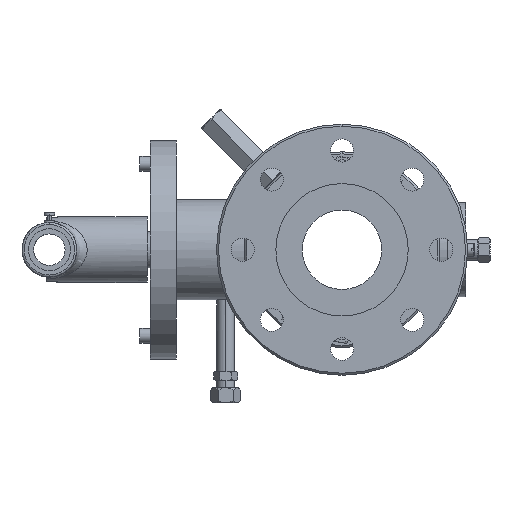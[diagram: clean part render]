
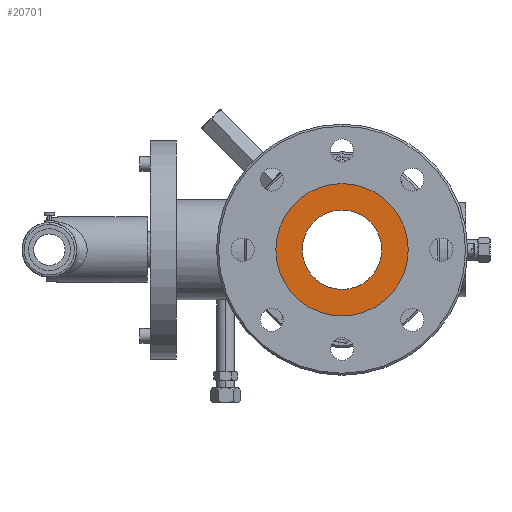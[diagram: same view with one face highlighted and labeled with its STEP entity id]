
A CAD part, left-side view. The second image highlights one B-rep face of the part: STEP entity #20701.
In plain terms, the highlighted planar face has unit normal (-1, 0, 0).
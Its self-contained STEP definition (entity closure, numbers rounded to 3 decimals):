
#337 = EDGE_LOOP ( 'NONE', ( #15409, #22712 ) ) ;
#678 = PLANE ( 'NONE',  #1362 ) ;
#951 = ORIENTED_EDGE ( 'NONE', *, *, #12366, .T. ) ;
#1362 = AXIS2_PLACEMENT_3D ( 'NONE', #17136, #14811, #21953 ) ;
#2724 = CARTESIAN_POINT ( 'NONE',  ( -190.5, 0., 63.5 ) ) ;
#3838 = VERTEX_POINT ( 'NONE', #2724 ) ;
#4330 = DIRECTION ( 'NONE',  ( 1., 0., 0. ) ) ;
#5974 = DIRECTION ( 'NONE',  ( 1., 0., 0. ) ) ;
#6180 = AXIS2_PLACEMENT_3D ( 'NONE', #15744, #5974, #18088 ) ;
#7500 = CIRCLE ( 'NONE', #14910, 63.5 ) ;
#7984 = EDGE_CURVE ( 'NONE', #15271, #10975, #26714, .T. ) ;
#9715 = DIRECTION ( 'NONE',  ( 0., 0., -1. ) ) ;
#9998 = FACE_OUTER_BOUND ( 'NONE', #337, .T. ) ;
#10806 = EDGE_CURVE ( 'NONE', #23183, #3838, #7500, .T. ) ;
#10975 = VERTEX_POINT ( 'NONE', #19568 ) ;
#11133 = CARTESIAN_POINT ( 'NONE',  ( -190.5, 0., -38.1 ) ) ;
#11642 = ORIENTED_EDGE ( 'NONE', *, *, #7984, .T. ) ;
#11763 = DIRECTION ( 'NONE',  ( 0., 0., -1. ) ) ;
#12366 = EDGE_CURVE ( 'NONE', #10975, #15271, #21878, .T. ) ;
#12628 = FACE_BOUND ( 'NONE', #15483, .T. ) ;
#14811 = DIRECTION ( 'NONE',  ( -1., 0., 0. ) ) ;
#14910 = AXIS2_PLACEMENT_3D ( 'NONE', #18501, #30477, #30319 ) ;
#14913 = AXIS2_PLACEMENT_3D ( 'NONE', #25596, #4330, #11763 ) ;
#15271 = VERTEX_POINT ( 'NONE', #11133 ) ;
#15409 = ORIENTED_EDGE ( 'NONE', *, *, #16160, .F. ) ;
#15483 = EDGE_LOOP ( 'NONE', ( #951, #11642 ) ) ;
#15604 = CIRCLE ( 'NONE', #6180, 63.5 ) ;
#15744 = CARTESIAN_POINT ( 'NONE',  ( -190.5, 0., 0. ) ) ;
#16160 = EDGE_CURVE ( 'NONE', #3838, #23183, #15604, .T. ) ;
#17136 = CARTESIAN_POINT ( 'NONE',  ( -190.5, 0., 0. ) ) ;
#18088 = DIRECTION ( 'NONE',  ( 0., 0., -1. ) ) ;
#18501 = CARTESIAN_POINT ( 'NONE',  ( -190.5, 0., 0. ) ) ;
#19568 = CARTESIAN_POINT ( 'NONE',  ( -190.5, 0., 38.1 ) ) ;
#20283 = AXIS2_PLACEMENT_3D ( 'NONE', #21964, #21530, #9715 ) ;
#20701 = ADVANCED_FACE ( 'NONE', ( #9998, #12628 ), #678, .T. ) ;
#21530 = DIRECTION ( 'NONE',  ( 1., 0., 0. ) ) ;
#21878 = CIRCLE ( 'NONE', #14913, 38.1 ) ;
#21953 = DIRECTION ( 'NONE',  ( 0., 0., -1. ) ) ;
#21964 = CARTESIAN_POINT ( 'NONE',  ( -190.5, 0., 0. ) ) ;
#22712 = ORIENTED_EDGE ( 'NONE', *, *, #10806, .F. ) ;
#23183 = VERTEX_POINT ( 'NONE', #26929 ) ;
#25596 = CARTESIAN_POINT ( 'NONE',  ( -190.5, 0., 0. ) ) ;
#26714 = CIRCLE ( 'NONE', #20283, 38.1 ) ;
#26929 = CARTESIAN_POINT ( 'NONE',  ( -190.5, 0., -63.5 ) ) ;
#30319 = DIRECTION ( 'NONE',  ( 0., 0., -1. ) ) ;
#30477 = DIRECTION ( 'NONE',  ( 1., 0., 0. ) ) ;
